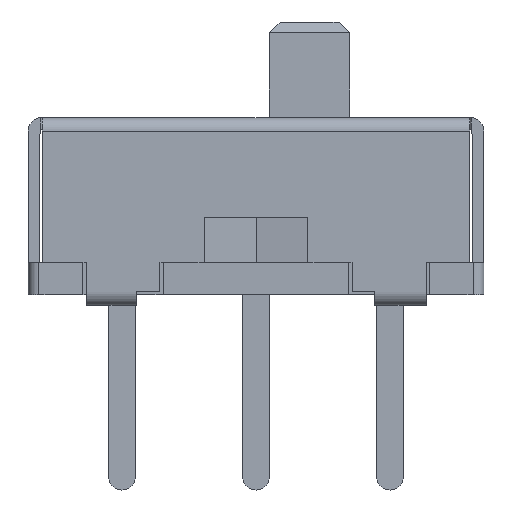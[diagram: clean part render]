
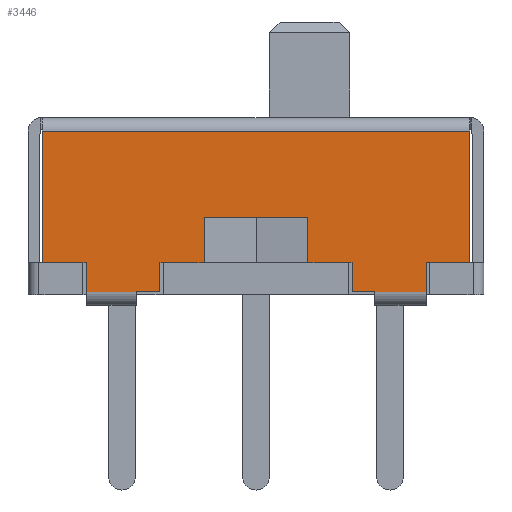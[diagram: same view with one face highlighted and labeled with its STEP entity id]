
A CAD part, front view. The second image highlights one B-rep face of the part: STEP entity #3446.
In plain terms, the highlighted face is planar.
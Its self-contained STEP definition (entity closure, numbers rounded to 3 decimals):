
#403=FACE_OUTER_BOUND('',#572,.T.);
#572=EDGE_LOOP('',(#2774,#2775,#2776,#2777,#2778,#2779,#2780,#2781,#2782,
#2783,#2784,#2785,#2786,#2787,#2788,#2789,#2790,#2791,#2792,#2793,#2794,
#2795,#2796,#2797));
#803=LINE('',#5020,#1193);
#813=LINE('',#5040,#1203);
#820=LINE('',#5058,#1210);
#827=LINE('',#5075,#1217);
#829=LINE('',#5078,#1219);
#841=LINE('',#5105,#1231);
#845=LINE('',#5115,#1235);
#852=LINE('',#5131,#1242);
#936=LINE('',#5313,#1326);
#937=LINE('',#5314,#1327);
#938=LINE('',#5316,#1328);
#939=LINE('',#5318,#1329);
#940=LINE('',#5319,#1330);
#941=LINE('',#5320,#1331);
#942=LINE('',#5321,#1332);
#943=LINE('',#5323,#1333);
#944=LINE('',#5325,#1334);
#945=LINE('',#5326,#1335);
#946=LINE('',#5328,#1336);
#947=LINE('',#5330,#1337);
#948=LINE('',#5331,#1338);
#949=LINE('',#5333,#1339);
#950=LINE('',#5335,#1340);
#951=LINE('',#5336,#1341);
#1193=VECTOR('',#4055,1.);
#1203=VECTOR('',#4071,1.);
#1210=VECTOR('',#4086,1.);
#1217=VECTOR('',#4101,1.);
#1219=VECTOR('',#4103,1.);
#1231=VECTOR('',#4125,1.);
#1235=VECTOR('',#4133,1.);
#1242=VECTOR('',#4148,1.);
#1326=VECTOR('',#4314,1.);
#1327=VECTOR('',#4315,1.);
#1328=VECTOR('',#4316,1.);
#1329=VECTOR('',#4317,1.);
#1330=VECTOR('',#4318,1.);
#1331=VECTOR('',#4319,1.);
#1332=VECTOR('',#4320,1.);
#1333=VECTOR('',#4321,1.);
#1334=VECTOR('',#4322,1.);
#1335=VECTOR('',#4323,1.);
#1336=VECTOR('',#4324,1.);
#1337=VECTOR('',#4325,1.);
#1338=VECTOR('',#4326,1.);
#1339=VECTOR('',#4327,1.);
#1340=VECTOR('',#4328,1.);
#1341=VECTOR('',#4329,1.);
#1565=VERTEX_POINT('',#5017);
#1566=VERTEX_POINT('',#5019);
#1572=VERTEX_POINT('',#5038);
#1573=VERTEX_POINT('',#5039);
#1579=VERTEX_POINT('',#5056);
#1580=VERTEX_POINT('',#5057);
#1583=VERTEX_POINT('',#5066);
#1585=VERTEX_POINT('',#5072);
#1586=VERTEX_POINT('',#5074);
#1587=VERTEX_POINT('',#5076);
#1593=VERTEX_POINT('',#5095);
#1597=VERTEX_POINT('',#5103);
#1599=VERTEX_POINT('',#5111);
#1601=VERTEX_POINT('',#5114);
#1604=VERTEX_POINT('',#5123);
#1606=VERTEX_POINT('',#5129);
#1664=VERTEX_POINT('',#5315);
#1665=VERTEX_POINT('',#5317);
#1666=VERTEX_POINT('',#5322);
#1667=VERTEX_POINT('',#5324);
#1668=VERTEX_POINT('',#5327);
#1669=VERTEX_POINT('',#5329);
#1670=VERTEX_POINT('',#5332);
#1671=VERTEX_POINT('',#5334);
#1917=EDGE_CURVE('',#1565,#1566,#803,.T.);
#1927=EDGE_CURVE('',#1572,#1573,#813,.T.);
#1936=EDGE_CURVE('',#1579,#1580,#820,.T.);
#1945=EDGE_CURVE('',#1585,#1586,#827,.T.);
#1947=EDGE_CURVE('',#1587,#1583,#829,.T.);
#1961=EDGE_CURVE('',#1597,#1593,#841,.T.);
#1965=EDGE_CURVE('',#1601,#1599,#845,.T.);
#1974=EDGE_CURVE('',#1606,#1604,#852,.T.);
#2072=EDGE_CURVE('',#1601,#1597,#936,.T.);
#2073=EDGE_CURVE('',#1604,#1599,#937,.T.);
#2074=EDGE_CURVE('',#1664,#1606,#938,.T.);
#2075=EDGE_CURVE('',#1664,#1665,#939,.T.);
#2076=EDGE_CURVE('',#1566,#1665,#940,.T.);
#2077=EDGE_CURVE('',#1572,#1565,#941,.T.);
#2078=EDGE_CURVE('',#1580,#1573,#942,.T.);
#2079=EDGE_CURVE('',#1666,#1579,#943,.T.);
#2080=EDGE_CURVE('',#1666,#1667,#944,.T.);
#2081=EDGE_CURVE('',#1583,#1667,#945,.T.);
#2082=EDGE_CURVE('',#1668,#1587,#946,.T.);
#2083=EDGE_CURVE('',#1669,#1668,#947,.T.);
#2084=EDGE_CURVE('',#1586,#1669,#948,.T.);
#2085=EDGE_CURVE('',#1670,#1585,#949,.T.);
#2086=EDGE_CURVE('',#1670,#1671,#950,.T.);
#2087=EDGE_CURVE('',#1593,#1671,#951,.T.);
#2774=ORIENTED_EDGE('',*,*,#2072,.F.);
#2775=ORIENTED_EDGE('',*,*,#1965,.T.);
#2776=ORIENTED_EDGE('',*,*,#2073,.F.);
#2777=ORIENTED_EDGE('',*,*,#1974,.F.);
#2778=ORIENTED_EDGE('',*,*,#2074,.F.);
#2779=ORIENTED_EDGE('',*,*,#2075,.T.);
#2780=ORIENTED_EDGE('',*,*,#2076,.F.);
#2781=ORIENTED_EDGE('',*,*,#1917,.F.);
#2782=ORIENTED_EDGE('',*,*,#2077,.F.);
#2783=ORIENTED_EDGE('',*,*,#1927,.T.);
#2784=ORIENTED_EDGE('',*,*,#2078,.F.);
#2785=ORIENTED_EDGE('',*,*,#1936,.F.);
#2786=ORIENTED_EDGE('',*,*,#2079,.F.);
#2787=ORIENTED_EDGE('',*,*,#2080,.T.);
#2788=ORIENTED_EDGE('',*,*,#2081,.F.);
#2789=ORIENTED_EDGE('',*,*,#1947,.F.);
#2790=ORIENTED_EDGE('',*,*,#2082,.F.);
#2791=ORIENTED_EDGE('',*,*,#2083,.F.);
#2792=ORIENTED_EDGE('',*,*,#2084,.F.);
#2793=ORIENTED_EDGE('',*,*,#1945,.F.);
#2794=ORIENTED_EDGE('',*,*,#2085,.F.);
#2795=ORIENTED_EDGE('',*,*,#2086,.T.);
#2796=ORIENTED_EDGE('',*,*,#2087,.F.);
#2797=ORIENTED_EDGE('',*,*,#1961,.F.);
#3315=PLANE('',#3666);
#3446=ADVANCED_FACE('',(#403),#3315,.T.);
#3666=AXIS2_PLACEMENT_3D('',#5312,#4312,#4313);
#4055=DIRECTION('',(1.,0.,0.));
#4071=DIRECTION('',(0.,0.,-1.));
#4086=DIRECTION('',(0.,0.,-1.));
#4101=DIRECTION('',(1.,0.,0.));
#4103=DIRECTION('',(1.,0.,0.));
#4125=DIRECTION('',(0.,0.,1.));
#4133=DIRECTION('',(0.,0.,1.));
#4148=DIRECTION('',(1.,0.,0.));
#4312=DIRECTION('center_axis',(0.,1.,0.));
#4313=DIRECTION('ref_axis',(0.,0.,1.));
#4314=DIRECTION('',(1.,0.,0.));
#4315=DIRECTION('',(1.,0.,0.));
#4316=DIRECTION('',(0.,0.,-1.));
#4317=DIRECTION('',(1.,0.,0.));
#4318=DIRECTION('',(0.,0.,1.));
#4319=DIRECTION('',(1.,0.,0.));
#4320=DIRECTION('',(1.,0.,0.));
#4321=DIRECTION('',(1.,0.,0.));
#4322=DIRECTION('',(0.,0.,1.));
#4323=DIRECTION('',(1.,0.,0.));
#4324=DIRECTION('',(0.,0.,-1.));
#4325=DIRECTION('',(1.,0.,0.));
#4326=DIRECTION('',(0.,0.,1.));
#4327=DIRECTION('',(1.,0.,0.));
#4328=DIRECTION('',(0.,0.,-1.));
#4329=DIRECTION('',(1.,0.,0.));
#5017=CARTESIAN_POINT('',(3.231,1.75,0.798));
#5019=CARTESIAN_POINT('',(3.984,1.75,0.798));
#5020=CARTESIAN_POINT('',(-4.25,1.75,0.798));
#5038=CARTESIAN_POINT('',(3.162,1.75,0.798));
#5039=CARTESIAN_POINT('',(3.162,1.75,0.25));
#5040=CARTESIAN_POINT('',(3.162,1.75,0.399));
#5056=CARTESIAN_POINT('',(2.229,1.75,0.25));
#5057=CARTESIAN_POINT('',(2.229,1.75,0.25));
#5058=CARTESIAN_POINT('',(2.229,1.75,0.125));
#5066=CARTESIAN_POINT('',(1.731,1.75,0.798));
#5072=CARTESIAN_POINT('',(-1.731,1.75,0.798));
#5074=CARTESIAN_POINT('',(-0.968,1.75,0.798));
#5075=CARTESIAN_POINT('',(-4.25,1.75,0.798));
#5076=CARTESIAN_POINT('',(0.968,1.75,0.798));
#5078=CARTESIAN_POINT('',(-4.25,1.75,0.798));
#5095=CARTESIAN_POINT('',(-2.218,1.75,0.25));
#5103=CARTESIAN_POINT('',(-2.218,1.75,0.25));
#5105=CARTESIAN_POINT('',(-2.218,1.75,-0.141));
#5111=CARTESIAN_POINT('',(-3.173,1.75,0.798));
#5114=CARTESIAN_POINT('',(-3.173,1.75,0.25));
#5115=CARTESIAN_POINT('',(-3.173,1.75,-0.141));
#5123=CARTESIAN_POINT('',(-3.231,1.75,0.798));
#5129=CARTESIAN_POINT('',(-3.984,1.75,0.798));
#5131=CARTESIAN_POINT('',(-4.25,1.75,0.798));
#5312=CARTESIAN_POINT('Origin',(-4.25,1.75,0.));
#5313=CARTESIAN_POINT('',(-4.25,1.75,0.25));
#5314=CARTESIAN_POINT('',(-4.357,1.75,0.798));
#5315=CARTESIAN_POINT('',(-3.984,1.75,3.25));
#5316=CARTESIAN_POINT('',(-3.984,1.75,1.824));
#5317=CARTESIAN_POINT('',(3.984,1.75,3.25));
#5318=CARTESIAN_POINT('',(-4.25,1.75,3.25));
#5319=CARTESIAN_POINT('',(3.984,1.75,-0.15));
#5320=CARTESIAN_POINT('',(-0.544,1.75,0.798));
#5321=CARTESIAN_POINT('',(-4.25,1.75,0.25));
#5322=CARTESIAN_POINT('',(1.791,1.75,0.25));
#5323=CARTESIAN_POINT('',(-1.229,1.75,0.25));
#5324=CARTESIAN_POINT('',(1.791,1.75,0.798));
#5325=CARTESIAN_POINT('',(1.791,1.75,0.125));
#5326=CARTESIAN_POINT('',(-3.021,1.75,0.798));
#5327=CARTESIAN_POINT('',(0.968,1.75,1.641));
#5328=CARTESIAN_POINT('',(0.968,1.75,0.354));
#5329=CARTESIAN_POINT('',(-0.968,1.75,1.641));
#5330=CARTESIAN_POINT('',(-1.639,1.75,1.641));
#5331=CARTESIAN_POINT('',(-0.968,1.75,0.354));
#5332=CARTESIAN_POINT('',(-1.791,1.75,0.798));
#5333=CARTESIAN_POINT('',(-3.021,1.75,0.798));
#5334=CARTESIAN_POINT('',(-1.791,1.75,0.25));
#5335=CARTESIAN_POINT('',(-1.791,1.75,0.399));
#5336=CARTESIAN_POINT('',(-3.234,1.75,0.25));
